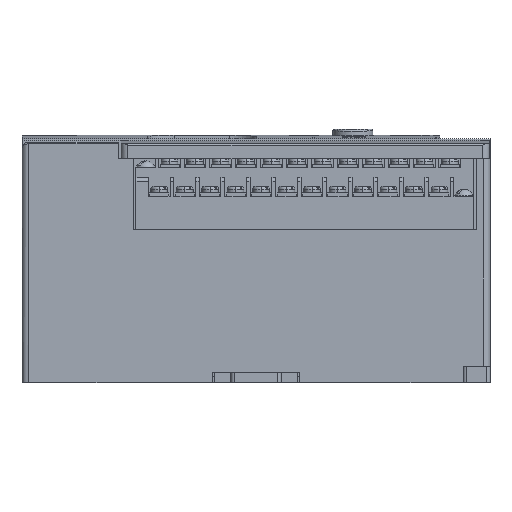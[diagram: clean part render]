
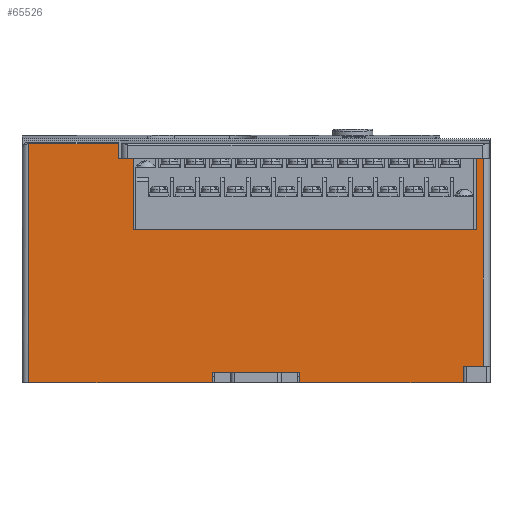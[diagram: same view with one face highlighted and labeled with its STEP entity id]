
A CAD part, front view. The second image highlights one B-rep face of the part: STEP entity #65526.
In plain terms, the highlighted planar face has unit normal (0, -1, 0).
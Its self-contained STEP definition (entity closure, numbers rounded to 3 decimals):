
#490 = LINE ( 'NONE', #59434, #110178 ) ;
#1303 = DIRECTION ( 'NONE',  ( 0., 0., 1. ) ) ;
#1875 = DIRECTION ( 'NONE',  ( 0., 0., -1. ) ) ;
#2943 = ORIENTED_EDGE ( 'NONE', *, *, #6713, .T. ) ;
#3354 = LINE ( 'NONE', #60719, #59843 ) ;
#5166 = LINE ( 'NONE', #27982, #61685 ) ;
#6713 = EDGE_CURVE ( 'NONE', #124687, #26558, #15469, .T. ) ;
#7639 = DIRECTION ( 'NONE',  ( 0., 0., 1. ) ) ;
#9857 = EDGE_CURVE ( 'NONE', #64606, #77633, #25959, .T. ) ;
#10294 = DIRECTION ( 'NONE',  ( 0., 0., 1. ) ) ;
#10744 = VERTEX_POINT ( 'NONE', #54415 ) ;
#11672 = LINE ( 'NONE', #100638, #39858 ) ;
#14449 = VERTEX_POINT ( 'NONE', #62537 ) ;
#15469 = LINE ( 'NONE', #64948, #53666 ) ;
#16754 = LINE ( 'NONE', #25407, #73281 ) ;
#18731 = ORIENTED_EDGE ( 'NONE', *, *, #49948, .F. ) ;
#19253 = DIRECTION ( 'NONE',  ( 1., 0., 0. ) ) ;
#20938 = CARTESIAN_POINT ( 'NONE',  ( 2., -0.3, -74. ) ) ;
#25407 = CARTESIAN_POINT ( 'NONE',  ( 28.8, -0.3, -6.973 ) ) ;
#25959 = LINE ( 'NONE', #107064, #107452 ) ;
#26148 = ORIENTED_EDGE ( 'NONE', *, *, #125856, .T. ) ;
#26347 = VERTEX_POINT ( 'NONE', #106027 ) ;
#26558 = VERTEX_POINT ( 'NONE', #67442 ) ;
#27982 = CARTESIAN_POINT ( 'NONE',  ( 28.8, -0.3, -6.973 ) ) ;
#28857 = CARTESIAN_POINT ( 'NONE',  ( 28.8, -0.3, -2.473 ) ) ;
#33628 = VECTOR ( 'NONE', #1875, 1000. ) ;
#33738 = VERTEX_POINT ( 'NONE', #105140 ) ;
#33750 = ORIENTED_EDGE ( 'NONE', *, *, #55538, .T. ) ;
#35723 = LINE ( 'NONE', #135401, #92253 ) ;
#35998 = VERTEX_POINT ( 'NONE', #129524 ) ;
#36545 = CARTESIAN_POINT ( 'NONE',  ( 33.3, -0.3, -28.173 ) ) ;
#37415 = DIRECTION ( 'NONE',  ( 1., 0., 0. ) ) ;
#37446 = CARTESIAN_POINT ( 'NONE',  ( 57., -0.3, -71. ) ) ;
#38041 = DIRECTION ( 'NONE',  ( 1., 0., 0. ) ) ;
#39389 = DIRECTION ( 'NONE',  ( -1., 0., 0. ) ) ;
#39633 = EDGE_LOOP ( 'NONE', ( #33750, #26148, #57266, #18731, #98149, #123960, #71919, #49887, #88450, #2943, #76981, #45093, #97998, #100613, #75933, #82092 ) ) ;
#39858 = VECTOR ( 'NONE', #101108, 1000. ) ;
#43405 = DIRECTION ( 'NONE',  ( -1., 0., 0. ) ) ;
#43890 = VECTOR ( 'NONE', #19253, 1000. ) ;
#44222 = CARTESIAN_POINT ( 'NONE',  ( 83., -0.3, -74. ) ) ;
#45051 = CARTESIAN_POINT ( 'NONE',  ( 132., -0.3, -69. ) ) ;
#45093 = ORIENTED_EDGE ( 'NONE', *, *, #89351, .F. ) ;
#49887 = ORIENTED_EDGE ( 'NONE', *, *, #90294, .T. ) ;
#49948 = EDGE_CURVE ( 'NONE', #77633, #10744, #61959, .T. ) ;
#51194 = VECTOR ( 'NONE', #39389, 1000. ) ;
#52634 = DIRECTION ( 'NONE',  ( 0., 1., 0. ) ) ;
#53666 = VECTOR ( 'NONE', #1303, 1000. ) ;
#53857 = CARTESIAN_POINT ( 'NONE',  ( 136.1, -0.3, -28.173 ) ) ;
#54415 = CARTESIAN_POINT ( 'NONE',  ( 57., -0.3, -74. ) ) ;
#55538 = EDGE_CURVE ( 'NONE', #62831, #33738, #105152, .T. ) ;
#56722 = EDGE_CURVE ( 'NONE', #64606, #90635, #75772, .T. ) ;
#57266 = ORIENTED_EDGE ( 'NONE', *, *, #130511, .F. ) ;
#58129 = CARTESIAN_POINT ( 'NONE',  ( 2., -0.3, -2.473 ) ) ;
#59434 = CARTESIAN_POINT ( 'NONE',  ( 28.8, -0.3, -6.973 ) ) ;
#59843 = VECTOR ( 'NONE', #135080, 1000. ) ;
#59859 = VERTEX_POINT ( 'NONE', #20938 ) ;
#60719 = CARTESIAN_POINT ( 'NONE',  ( 33.3, -0.3, -28.173 ) ) ;
#61685 = VECTOR ( 'NONE', #102322, 1000. ) ;
#61959 = LINE ( 'NONE', #77114, #33628 ) ;
#62537 = CARTESIAN_POINT ( 'NONE',  ( 28.8, -0.3, -6.973 ) ) ;
#62831 = VERTEX_POINT ( 'NONE', #28857 ) ;
#64606 = VERTEX_POINT ( 'NONE', #86879 ) ;
#64650 = VERTEX_POINT ( 'NONE', #45051 ) ;
#64948 = CARTESIAN_POINT ( 'NONE',  ( 138., -0.3, -6.973 ) ) ;
#65526 = ADVANCED_FACE ( 'NONE', ( #127249 ), #94936, .F. ) ;
#67442 = CARTESIAN_POINT ( 'NONE',  ( 138., -0.3, -6.973 ) ) ;
#68278 = DIRECTION ( 'NONE',  ( -1., 0., 0. ) ) ;
#71919 = ORIENTED_EDGE ( 'NONE', *, *, #75870, .F. ) ;
#73281 = VECTOR ( 'NONE', #37415, 1000. ) ;
#73372 = VERTEX_POINT ( 'NONE', #137821 ) ;
#74217 = LINE ( 'NONE', #36545, #130690 ) ;
#75706 = CARTESIAN_POINT ( 'NONE',  ( 138., -0.3, -69. ) ) ;
#75772 = LINE ( 'NONE', #81404, #104006 ) ;
#75870 = EDGE_CURVE ( 'NONE', #73372, #90635, #79500, .T. ) ;
#75933 = ORIENTED_EDGE ( 'NONE', *, *, #118334, .F. ) ;
#76747 = VERTEX_POINT ( 'NONE', #119540 ) ;
#76916 = VECTOR ( 'NONE', #68278, 1000. ) ;
#76981 = ORIENTED_EDGE ( 'NONE', *, *, #84519, .F. ) ;
#77114 = CARTESIAN_POINT ( 'NONE',  ( 57., -0.3, -16.463 ) ) ;
#77633 = VERTEX_POINT ( 'NONE', #37446 ) ;
#79500 = LINE ( 'NONE', #134222, #51194 ) ;
#81091 = VECTOR ( 'NONE', #10294, 1000. ) ;
#81404 = CARTESIAN_POINT ( 'NONE',  ( 83., -0.3, -16.463 ) ) ;
#82092 = ORIENTED_EDGE ( 'NONE', *, *, #127194, .F. ) ;
#82907 = CARTESIAN_POINT ( 'NONE',  ( 132., -0.3, -69. ) ) ;
#84519 = EDGE_CURVE ( 'NONE', #35998, #26558, #490, .T. ) ;
#86616 = CARTESIAN_POINT ( 'NONE',  ( 136.1, -0.3, -28.173 ) ) ;
#86879 = CARTESIAN_POINT ( 'NONE',  ( 83., -0.3, -71. ) ) ;
#88450 = ORIENTED_EDGE ( 'NONE', *, *, #125547, .T. ) ;
#89351 = EDGE_CURVE ( 'NONE', #130906, #35998, #109357, .T. ) ;
#89757 = DIRECTION ( 'NONE',  ( 0., 0., -1. ) ) ;
#90294 = EDGE_CURVE ( 'NONE', #73372, #64650, #35723, .T. ) ;
#90635 = VERTEX_POINT ( 'NONE', #44222 ) ;
#92150 = VECTOR ( 'NONE', #89757, 1000. ) ;
#92253 = VECTOR ( 'NONE', #7639, 1000. ) ;
#94200 = EDGE_CURVE ( 'NONE', #26347, #130906, #3354, .T. ) ;
#94936 = PLANE ( 'NONE',  #111737 ) ;
#97998 = ORIENTED_EDGE ( 'NONE', *, *, #94200, .F. ) ;
#98149 = ORIENTED_EDGE ( 'NONE', *, *, #9857, .F. ) ;
#100613 = ORIENTED_EDGE ( 'NONE', *, *, #108093, .T. ) ;
#100638 = CARTESIAN_POINT ( 'NONE',  ( 140., -0.3, -74. ) ) ;
#101108 = DIRECTION ( 'NONE',  ( -1., 0., 0. ) ) ;
#102322 = DIRECTION ( 'NONE',  ( 0., 0., -1. ) ) ;
#104006 = VECTOR ( 'NONE', #113442, 1000. ) ;
#105140 = CARTESIAN_POINT ( 'NONE',  ( 2., -0.3, -2.473 ) ) ;
#105152 = LINE ( 'NONE', #121168, #76916 ) ;
#105629 = CARTESIAN_POINT ( 'NONE',  ( 140., -0.3, -2.473 ) ) ;
#106027 = CARTESIAN_POINT ( 'NONE',  ( 33.3, -0.3, -28.173 ) ) ;
#107064 = CARTESIAN_POINT ( 'NONE',  ( 57., -0.3, -71. ) ) ;
#107452 = VECTOR ( 'NONE', #43405, 1000. ) ;
#108093 = EDGE_CURVE ( 'NONE', #26347, #76747, #74217, .T. ) ;
#109357 = LINE ( 'NONE', #53857, #81091 ) ;
#110178 = VECTOR ( 'NONE', #38041, 1000. ) ;
#110921 = DIRECTION ( 'NONE',  ( 0., 0., 1. ) ) ;
#111737 = AXIS2_PLACEMENT_3D ( 'NONE', #105629, #52634, #126991 ) ;
#113442 = DIRECTION ( 'NONE',  ( 0., 0., -1. ) ) ;
#118334 = EDGE_CURVE ( 'NONE', #14449, #76747, #16754, .T. ) ;
#119540 = CARTESIAN_POINT ( 'NONE',  ( 33.3, -0.3, -6.973 ) ) ;
#120425 = LINE ( 'NONE', #58129, #92150 ) ;
#121168 = CARTESIAN_POINT ( 'NONE',  ( 140., -0.3, -2.473 ) ) ;
#123960 = ORIENTED_EDGE ( 'NONE', *, *, #56722, .T. ) ;
#124687 = VERTEX_POINT ( 'NONE', #75706 ) ;
#125334 = LINE ( 'NONE', #82907, #43890 ) ;
#125547 = EDGE_CURVE ( 'NONE', #64650, #124687, #125334, .T. ) ;
#125856 = EDGE_CURVE ( 'NONE', #33738, #59859, #120425, .T. ) ;
#126991 = DIRECTION ( 'NONE',  ( 0., 0., 1. ) ) ;
#127194 = EDGE_CURVE ( 'NONE', #62831, #14449, #5166, .T. ) ;
#127249 = FACE_OUTER_BOUND ( 'NONE', #39633, .T. ) ;
#129524 = CARTESIAN_POINT ( 'NONE',  ( 136.1, -0.3, -6.973 ) ) ;
#130511 = EDGE_CURVE ( 'NONE', #10744, #59859, #11672, .T. ) ;
#130690 = VECTOR ( 'NONE', #110921, 1000. ) ;
#130906 = VERTEX_POINT ( 'NONE', #86616 ) ;
#134222 = CARTESIAN_POINT ( 'NONE',  ( 140., -0.3, -74. ) ) ;
#135080 = DIRECTION ( 'NONE',  ( 1., 0., 0. ) ) ;
#135401 = CARTESIAN_POINT ( 'NONE',  ( 132., -0.3, -74. ) ) ;
#137821 = CARTESIAN_POINT ( 'NONE',  ( 132., -0.3, -74. ) ) ;
